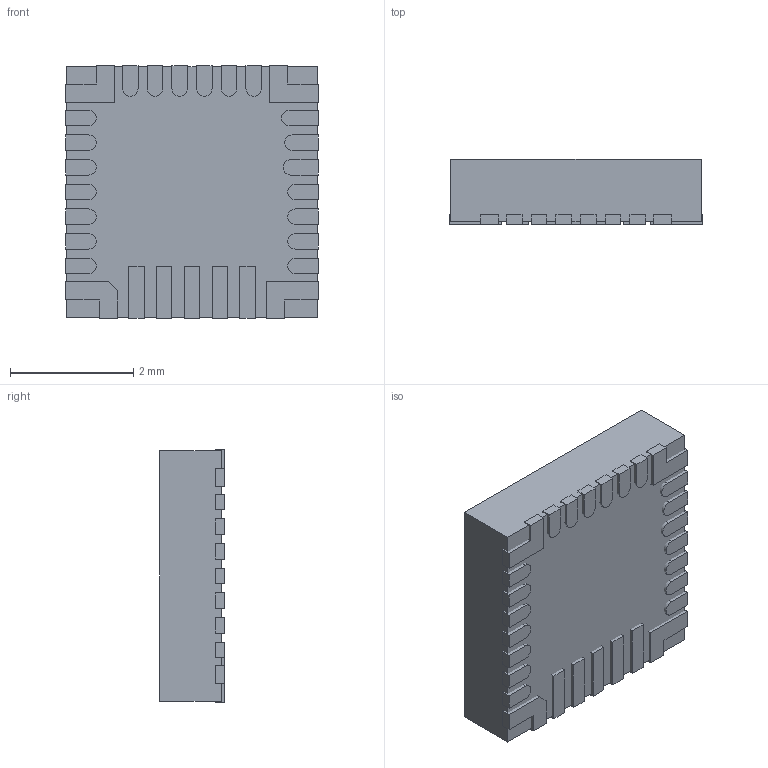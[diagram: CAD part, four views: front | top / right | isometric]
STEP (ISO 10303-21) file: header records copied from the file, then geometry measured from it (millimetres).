
FILE_DESCRIPTION(/* description */ (''),/* implementation_level */ '2;1');
FILE_NAME(/* name */ 'vqfn-hr-29 v5.step',/* time_stamp */ '2023-09-11T16:16:20+02:00',/* author */ (''),/* organization */ (''),/* preprocessor_version */ 'ST-DEVELOPER v20',/* originating_system */ 'Autodesk Translation Framework v12.9.0.99',/* authorisation */ '');
FILE_SCHEMA (('AUTOMOTIVE_DESIGN { 1 0 10303 214 3 1 1 }'));
Length unit declared in the file: millimetre
Products named in the file (1): vqfn-hr-29
Bounding box: 4.1 x 1.05 x 4.1 mm (x, y, z)
Volume: 17.2 mm3; surface area: 66.6 mm2
Topology: 30 solids, 30 shells, 191 faces, 390 edges, 260 vertices
Faces by surface type: plane 170, cylinder 21
Full cylindrical faces by diameter (mm): 0.4 x1
Entity records: 4964 total; most frequent: CARTESIAN_POINT 842, DIRECTION 816, ORIENTED_EDGE 780, EDGE_CURVE 390, LINE 348, VECTOR 348, VERTEX_POINT 260, AXIS2_PLACEMENT_3D 234
